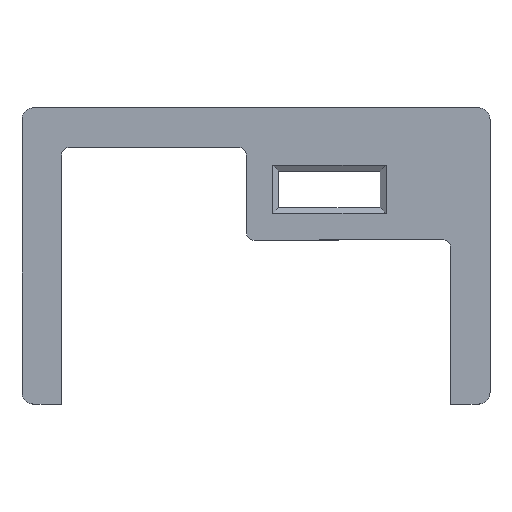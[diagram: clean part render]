
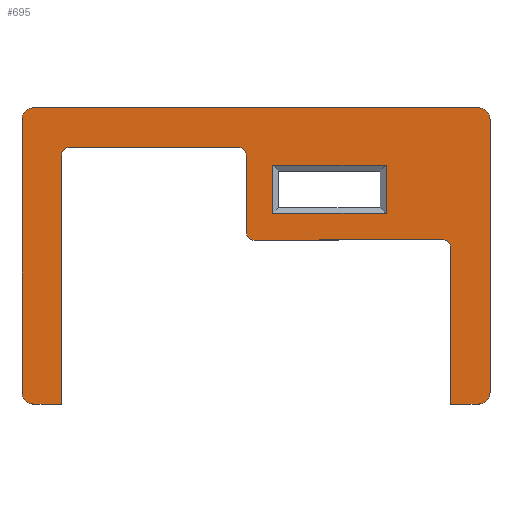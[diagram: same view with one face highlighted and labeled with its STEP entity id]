
A CAD part, top view. The second image highlights one B-rep face of the part: STEP entity #695.
In plain terms, the highlighted planar face has unit normal (0, 0, 1).
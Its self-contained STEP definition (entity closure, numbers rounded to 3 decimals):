
#19=FACE_BOUND('',#108,.T.);
#35=PLANE('',#758);
#67=FACE_OUTER_BOUND('',#107,.T.);
#107=EDGE_LOOP('',(#517,#518,#519,#520,#521,#522,#523,#524,#525,#526,#527,
#528,#529,#530,#531,#532,#533,#534));
#108=EDGE_LOOP('',(#535,#536,#537,#538));
#143=LINE('',#1042,#217);
#147=LINE('',#1050,#221);
#150=LINE('',#1056,#224);
#154=LINE('',#1062,#228);
#160=LINE('',#1076,#234);
#161=LINE('',#1080,#235);
#162=LINE('',#1084,#236);
#163=LINE('',#1086,#237);
#164=LINE('',#1090,#238);
#165=LINE('',#1094,#239);
#166=LINE('',#1098,#240);
#167=LINE('',#1102,#241);
#168=LINE('',#1104,#242);
#169=LINE('',#1108,#243);
#217=VECTOR('',#843,10.);
#221=VECTOR('',#849,10.);
#224=VECTOR('',#854,10.);
#228=VECTOR('',#860,10.);
#234=VECTOR('',#872,10.);
#235=VECTOR('',#875,10.);
#236=VECTOR('',#878,10.);
#237=VECTOR('',#879,10.);
#238=VECTOR('',#882,10.);
#239=VECTOR('',#885,10.);
#240=VECTOR('',#888,10.);
#241=VECTOR('',#891,10.);
#242=VECTOR('',#892,10.);
#243=VECTOR('',#895,10.);
#295=CIRCLE('',#759,2.);
#296=CIRCLE('',#760,2.);
#297=CIRCLE('',#761,3.);
#298=CIRCLE('',#762,3.);
#299=CIRCLE('',#763,3.);
#300=CIRCLE('',#764,3.);
#301=CIRCLE('',#765,2.);
#302=CIRCLE('',#766,2.);
#319=VERTEX_POINT('',#1040);
#320=VERTEX_POINT('',#1041);
#323=VERTEX_POINT('',#1049);
#325=VERTEX_POINT('',#1055);
#330=VERTEX_POINT('',#1074);
#331=VERTEX_POINT('',#1075);
#332=VERTEX_POINT('',#1077);
#333=VERTEX_POINT('',#1079);
#334=VERTEX_POINT('',#1081);
#335=VERTEX_POINT('',#1083);
#336=VERTEX_POINT('',#1085);
#337=VERTEX_POINT('',#1087);
#338=VERTEX_POINT('',#1089);
#339=VERTEX_POINT('',#1091);
#340=VERTEX_POINT('',#1093);
#341=VERTEX_POINT('',#1095);
#342=VERTEX_POINT('',#1097);
#343=VERTEX_POINT('',#1099);
#344=VERTEX_POINT('',#1101);
#345=VERTEX_POINT('',#1103);
#346=VERTEX_POINT('',#1105);
#347=VERTEX_POINT('',#1107);
#387=EDGE_CURVE('',#319,#320,#143,.T.);
#391=EDGE_CURVE('',#320,#323,#147,.T.);
#394=EDGE_CURVE('',#323,#325,#150,.T.);
#398=EDGE_CURVE('',#325,#319,#154,.T.);
#404=EDGE_CURVE('',#330,#331,#160,.T.);
#405=EDGE_CURVE('',#331,#332,#295,.T.);
#406=EDGE_CURVE('',#332,#333,#161,.T.);
#407=EDGE_CURVE('',#334,#333,#296,.T.);
#408=EDGE_CURVE('',#334,#335,#162,.T.);
#409=EDGE_CURVE('',#335,#336,#163,.T.);
#410=EDGE_CURVE('',#336,#337,#297,.T.);
#411=EDGE_CURVE('',#337,#338,#164,.T.);
#412=EDGE_CURVE('',#338,#339,#298,.T.);
#413=EDGE_CURVE('',#339,#340,#165,.T.);
#414=EDGE_CURVE('',#340,#341,#299,.T.);
#415=EDGE_CURVE('',#341,#342,#166,.T.);
#416=EDGE_CURVE('',#342,#343,#300,.T.);
#417=EDGE_CURVE('',#343,#344,#167,.T.);
#418=EDGE_CURVE('',#344,#345,#168,.T.);
#419=EDGE_CURVE('',#346,#345,#301,.T.);
#420=EDGE_CURVE('',#346,#347,#169,.T.);
#421=EDGE_CURVE('',#330,#347,#302,.T.);
#517=ORIENTED_EDGE('',*,*,#404,.T.);
#518=ORIENTED_EDGE('',*,*,#405,.T.);
#519=ORIENTED_EDGE('',*,*,#406,.T.);
#520=ORIENTED_EDGE('',*,*,#407,.F.);
#521=ORIENTED_EDGE('',*,*,#408,.T.);
#522=ORIENTED_EDGE('',*,*,#409,.T.);
#523=ORIENTED_EDGE('',*,*,#410,.T.);
#524=ORIENTED_EDGE('',*,*,#411,.T.);
#525=ORIENTED_EDGE('',*,*,#412,.T.);
#526=ORIENTED_EDGE('',*,*,#413,.T.);
#527=ORIENTED_EDGE('',*,*,#414,.T.);
#528=ORIENTED_EDGE('',*,*,#415,.T.);
#529=ORIENTED_EDGE('',*,*,#416,.T.);
#530=ORIENTED_EDGE('',*,*,#417,.T.);
#531=ORIENTED_EDGE('',*,*,#418,.T.);
#532=ORIENTED_EDGE('',*,*,#419,.F.);
#533=ORIENTED_EDGE('',*,*,#420,.T.);
#534=ORIENTED_EDGE('',*,*,#421,.F.);
#535=ORIENTED_EDGE('',*,*,#387,.F.);
#536=ORIENTED_EDGE('',*,*,#398,.F.);
#537=ORIENTED_EDGE('',*,*,#394,.F.);
#538=ORIENTED_EDGE('',*,*,#391,.F.);
#695=ADVANCED_FACE('',(#67,#19),#35,.T.);
#758=AXIS2_PLACEMENT_3D('',#1073,#870,#871);
#759=AXIS2_PLACEMENT_3D('',#1078,#873,#874);
#760=AXIS2_PLACEMENT_3D('',#1082,#876,#877);
#761=AXIS2_PLACEMENT_3D('',#1088,#880,#881);
#762=AXIS2_PLACEMENT_3D('',#1092,#883,#884);
#763=AXIS2_PLACEMENT_3D('',#1096,#886,#887);
#764=AXIS2_PLACEMENT_3D('',#1100,#889,#890);
#765=AXIS2_PLACEMENT_3D('',#1106,#893,#894);
#766=AXIS2_PLACEMENT_3D('',#1109,#896,#897);
#843=DIRECTION('',(1.,0.,0.));
#849=DIRECTION('',(0.,1.,0.));
#854=DIRECTION('',(-1.,0.,0.));
#860=DIRECTION('',(0.,-1.,0.));
#870=DIRECTION('center_axis',(0.,0.,1.));
#871=DIRECTION('ref_axis',(-1.,0.,0.));
#872=DIRECTION('',(0.,-1.,0.));
#873=DIRECTION('center_axis',(0.,0.,1.));
#874=DIRECTION('ref_axis',(-1.,0.,0.));
#875=DIRECTION('',(1.,0.003,0.));
#876=DIRECTION('center_axis',(0.,0.,1.));
#877=DIRECTION('ref_axis',(0.706,0.708,0.));
#878=DIRECTION('',(0.,-1.,0.));
#879=DIRECTION('',(1.,0.,0.));
#880=DIRECTION('center_axis',(0.,0.,1.));
#881=DIRECTION('ref_axis',(0.,-1.,0.));
#882=DIRECTION('',(0.,1.,0.));
#883=DIRECTION('center_axis',(0.,0.,1.));
#884=DIRECTION('ref_axis',(1.,0.,0.));
#885=DIRECTION('',(-1.,0.,0.));
#886=DIRECTION('center_axis',(0.,0.,1.));
#887=DIRECTION('ref_axis',(0.,1.,0.));
#888=DIRECTION('',(0.,-1.,0.));
#889=DIRECTION('center_axis',(0.,0.,1.));
#890=DIRECTION('ref_axis',(-1.,0.,0.));
#891=DIRECTION('',(1.,0.,0.));
#892=DIRECTION('',(0.,1.,0.));
#893=DIRECTION('center_axis',(0.,0.,1.));
#894=DIRECTION('ref_axis',(-0.707,0.707,0.));
#895=DIRECTION('',(1.,0.,0.));
#896=DIRECTION('center_axis',(0.,0.,1.));
#897=DIRECTION('ref_axis',(0.707,0.707,0.));
#1040=CARTESIAN_POINT('',(4.25,10.761,21.6));
#1041=CARTESIAN_POINT('',(32.951,10.761,21.6));
#1042=CARTESIAN_POINT('',(15.725,10.761,21.6));
#1049=CARTESIAN_POINT('',(32.951,23.,21.6));
#1050=CARTESIAN_POINT('',(32.951,10.75,21.6));
#1055=CARTESIAN_POINT('',(4.25,23.,21.6));
#1056=CARTESIAN_POINT('',(0.375,23.,21.6));
#1062=CARTESIAN_POINT('',(4.25,6.131,21.6));
#1073=CARTESIAN_POINT('Origin',(0.,0.,21.6));
#1074=CARTESIAN_POINT('',(-2.429,25.5,21.6));
#1075=CARTESIAN_POINT('',(-2.429,5.993,21.6));
#1076=CARTESIAN_POINT('',(-2.429,7.046,21.6));
#1077=CARTESIAN_POINT('',(-0.423,3.993,21.6));
#1078=CARTESIAN_POINT('Origin',(-0.429,5.993,21.6));
#1079=CARTESIAN_POINT('',(47.244,4.141,21.6));
#1080=CARTESIAN_POINT('',(-2.429,3.986,21.6));
#1081=CARTESIAN_POINT('',(49.25,2.141,21.6));
#1082=CARTESIAN_POINT('Origin',(47.25,2.141,21.6));
#1083=CARTESIAN_POINT('',(49.25,-37.5,21.6));
#1084=CARTESIAN_POINT('',(49.25,27.5,21.6));
#1085=CARTESIAN_POINT('',(56.25,-37.5,21.6));
#1086=CARTESIAN_POINT('',(-56.25,-37.5,21.6));
#1087=CARTESIAN_POINT('',(59.25,-34.5,21.6));
#1088=CARTESIAN_POINT('Origin',(56.25,-34.5,21.6));
#1089=CARTESIAN_POINT('',(59.25,34.5,21.6));
#1090=CARTESIAN_POINT('',(59.25,-37.5,21.6));
#1091=CARTESIAN_POINT('',(56.25,37.5,21.6));
#1092=CARTESIAN_POINT('Origin',(56.25,34.5,21.6));
#1093=CARTESIAN_POINT('',(-56.25,37.5,21.6));
#1094=CARTESIAN_POINT('',(56.25,37.5,21.6));
#1095=CARTESIAN_POINT('',(-59.25,34.5,21.6));
#1096=CARTESIAN_POINT('Origin',(-56.25,34.5,21.6));
#1097=CARTESIAN_POINT('',(-59.25,-34.5,21.6));
#1098=CARTESIAN_POINT('',(-59.25,34.5,21.6));
#1099=CARTESIAN_POINT('',(-56.25,-37.5,21.6));
#1100=CARTESIAN_POINT('Origin',(-56.25,-34.5,21.6));
#1101=CARTESIAN_POINT('',(-49.25,-37.5,21.6));
#1102=CARTESIAN_POINT('',(-56.25,-37.5,21.6));
#1103=CARTESIAN_POINT('',(-49.25,25.5,21.6));
#1104=CARTESIAN_POINT('',(-49.25,-27.5,21.6));
#1105=CARTESIAN_POINT('',(-47.25,27.5,21.6));
#1106=CARTESIAN_POINT('Origin',(-47.25,25.5,21.6));
#1107=CARTESIAN_POINT('',(-4.429,27.5,21.6));
#1108=CARTESIAN_POINT('',(49.25,27.5,21.6));
#1109=CARTESIAN_POINT('Origin',(-4.429,25.5,21.6));
